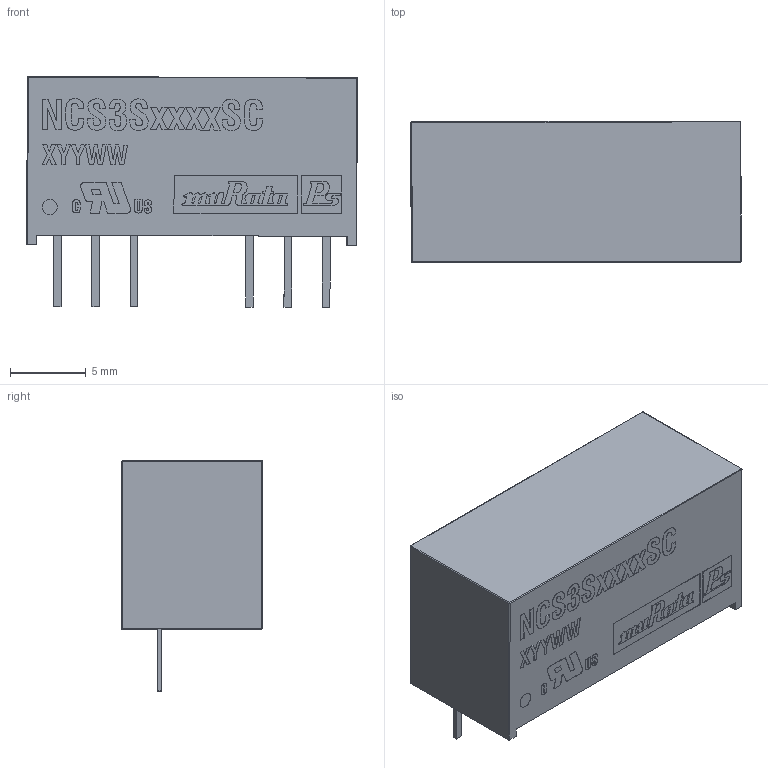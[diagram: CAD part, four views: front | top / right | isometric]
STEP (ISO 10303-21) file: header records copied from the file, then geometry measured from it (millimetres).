
FILE_DESCRIPTION(/* description */ (''),/* implementation_level */ '2;1');
FILE_NAME(/* name */ 'ncs3.step',/* time_stamp */ '2021-11-04T15:51:29+02:00',/* author */ (''),/* organization */ (''),/* preprocessor_version */ 'ST-DEVELOPER v18.1',/* originating_system */ 'Autodesk Translation Framework v10.10.0.1391',/* authorisation */ '');
FILE_SCHEMA (('AUTOMOTIVE_DESIGN { 1 0 10303 214 3 1 1 }'));
Length unit declared in the file: millimetre
Products named in the file (1): (Unsaved)
Bounding box: 21.83 x 9.35 x 15.23 mm (x, y, z)
Volume: 740.9 mm3; surface area: 2272.2 mm2
Topology: 37 solids, 37 shells, 677 faces, 1780 edges, 1179 vertices
Faces by surface type: plane 417, bspline 134, cylinder 122, sphere 4
Full cylindrical faces by diameter (mm): 1 x1
Entity records: 27587 total; most frequent: CARTESIAN_POINT 10789, ORIENTED_EDGE 3552, DIRECTION 2863, EDGE_CURVE 1776, LINE 1263, VECTOR 1263, VERTEX_POINT 1179, AXIS2_PLACEMENT_3D 800
